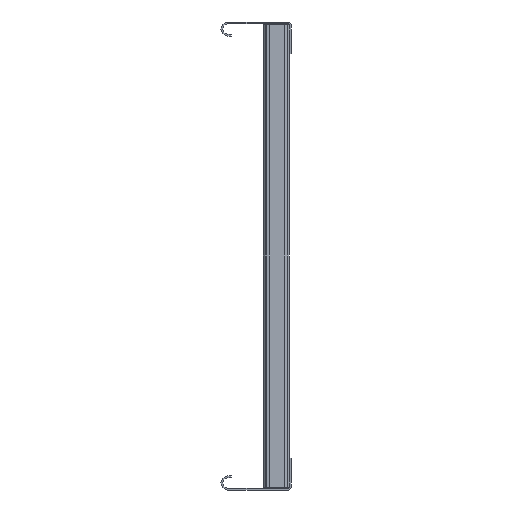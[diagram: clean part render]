
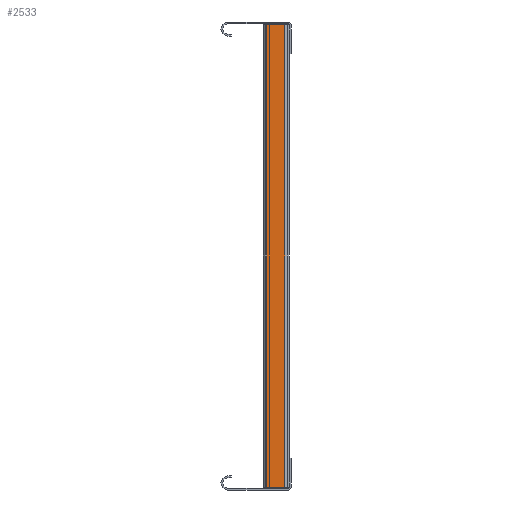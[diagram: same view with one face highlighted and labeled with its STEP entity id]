
A CAD part, left-side view. The second image highlights one B-rep face of the part: STEP entity #2533.
In plain terms, the highlighted face is planar.
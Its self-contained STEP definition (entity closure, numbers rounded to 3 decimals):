
#1813=DIRECTION('',(0.,-1.,0.));
#1814=VECTOR('',#1813,15.5);
#1815=CARTESIAN_POINT('',(-97.5,19.5,-20.));
#1816=LINE('',#1815,#1814);
#2002=DIRECTION('',(-1.,0.,0.));
#2003=VECTOR('',#2002,395.);
#2004=CARTESIAN_POINT('',(297.5,19.5,-20.));
#2005=LINE('',#2004,#2003);
#2010=DIRECTION('',(0.,-1.,0.));
#2011=VECTOR('',#2010,15.5);
#2012=CARTESIAN_POINT('',(297.5,19.5,-20.));
#2013=LINE('',#2012,#2011);
#2018=DIRECTION('',(1.,0.,0.));
#2019=VECTOR('',#2018,395.);
#2020=CARTESIAN_POINT('',(-97.5,4.,-20.));
#2021=LINE('',#2020,#2019);
#2128=CARTESIAN_POINT('',(297.5,4.,-20.));
#2129=VERTEX_POINT('',#2128);
#2130=CARTESIAN_POINT('',(297.5,19.5,-20.));
#2131=VERTEX_POINT('',#2130);
#2184=CARTESIAN_POINT('',(-97.5,4.,-20.));
#2185=VERTEX_POINT('',#2184);
#2186=CARTESIAN_POINT('',(-97.5,19.5,-20.));
#2187=VERTEX_POINT('',#2186);
#2521=CARTESIAN_POINT('',(297.5,4.,-20.));
#2522=DIRECTION('',(0.,0.,1.));
#2523=DIRECTION('',(1.,0.,0.));
#2524=AXIS2_PLACEMENT_3D('',#2521,#2522,#2523);
#2525=PLANE('',#2524);
#2526=ORIENTED_EDGE('',*,*,#2260,.T.);
#2528=ORIENTED_EDGE('',*,*,#2527,.T.);
#2529=ORIENTED_EDGE('',*,*,#2333,.F.);
#2530=ORIENTED_EDGE('',*,*,#2514,.T.);
#2531=EDGE_LOOP('',(#2526,#2528,#2529,#2530));
#2532=FACE_OUTER_BOUND('',#2531,.F.);
#2533=ADVANCED_FACE('',(#2532),#2525,.F.);
#2260=EDGE_CURVE('',#2187,#2185,#1816,.T.);
#2333=EDGE_CURVE('',#2131,#2129,#2013,.T.);
#2514=EDGE_CURVE('',#2131,#2187,#2005,.T.);
#2527=EDGE_CURVE('',#2185,#2129,#2021,.T.);
